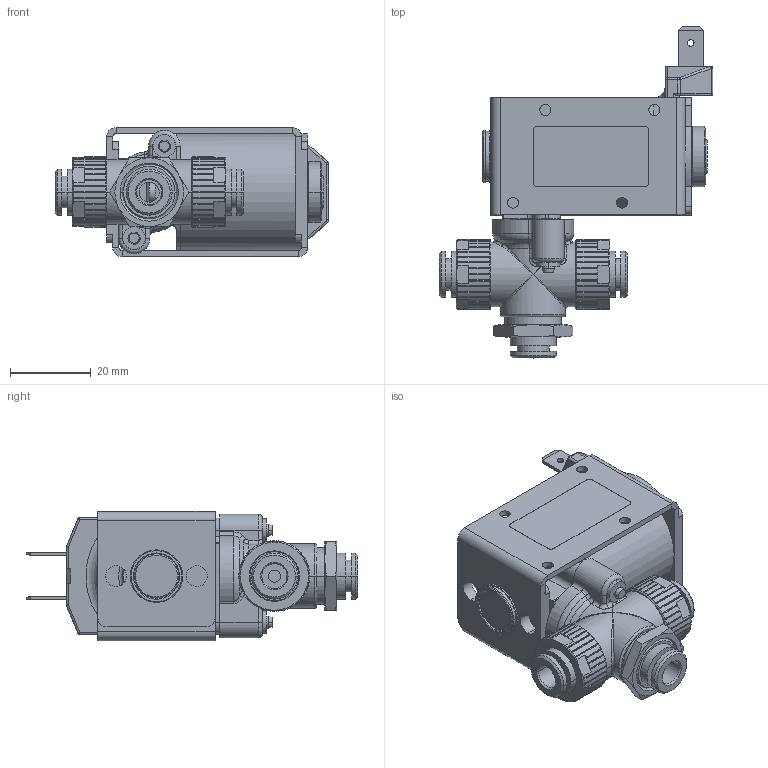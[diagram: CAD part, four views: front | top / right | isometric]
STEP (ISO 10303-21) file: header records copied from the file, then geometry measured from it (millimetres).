
FILE_DESCRIPTION((''),'2;1');
FILE_NAME('627108B_ETV-117-C30-6FF-024_ASM','2011-06-28T',('avs326'),(''),'PRO/ENGINEER BY PARAMETRIC TECHNOLOGY CORPORATION, 2010430','PRO/ENGINEER BY PARAMETRIC TECHNOLOGY CORPORATION, 2010430','');
FILE_SCHEMA(('CONFIG_CONTROL_DESIGN'));
Length unit declared in the file: millimetre
Products named in the file (8): 626952B_XTV-110-000-0000-024; 626967B_XTV-100-000-6FF-01; 500613_ISO4762-M03X025-088-A2K; 626958B_XTV-100-030-6FF-03; 250044B_170U-12-M16X1-S1; 251704B_256M-M14X1; T27108_ETV-117-C30-6FF-99; 627108B_ETV-117-C30-6FF-024_ASM
Assembly tree (10 placements, depth 2):
  627108B_ETV-117-C30-6FF-024_ASM
    626952B_XTV-110-000-0000-024
    626967B_XTV-100-000-6FF-01
    500613_ISO4762-M03X025-088-A2K  x2
    626958B_XTV-100-030-6FF-03  x2
    250044B_170U-12-M16X1-S1  x2
    251704B_256M-M14X1
    T27108_ETV-117-C30-6FF-99
Bounding box: 67.8 x 82.2 x 32.05 mm (x, y, z)
Volume: 50331.2 mm3; surface area: 27247.2 mm2
Topology: 10 solids, 10 shells, 896 faces, 2252 edges, 1409 vertices
Faces by surface type: plane 375, cylinder 304, cone 108, torus 55, bspline 51, sphere 3
Entity records: 23079 total; most frequent: CARTESIAN_POINT 6512, DIRECTION 3463, ORIENTED_EDGE 3440, EDGE_CURVE 1720, AXIS2_PLACEMENT_3D 1360, VERTEX_POINT 1066, EDGE_LOOP 770, VECTOR 743
